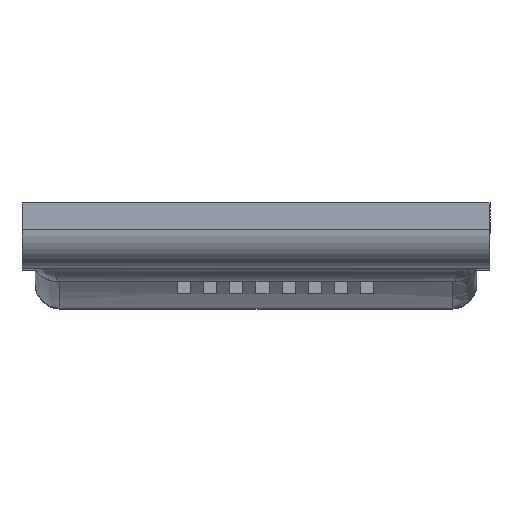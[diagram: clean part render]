
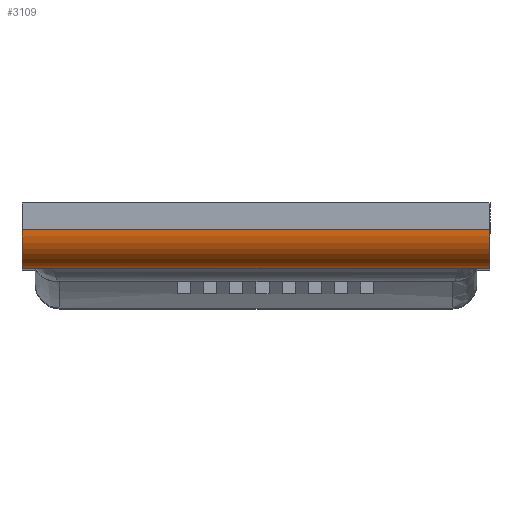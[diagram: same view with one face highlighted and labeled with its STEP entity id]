
A CAD part, top view. The second image highlights one B-rep face of the part: STEP entity #3109.
In plain terms, the highlighted cylindrical face has radius 3 mm (diameter 6 mm), a partial arc.
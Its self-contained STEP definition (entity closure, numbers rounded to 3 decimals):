
#161=CYLINDRICAL_SURFACE('',#3273,3.);
#167=CIRCLE('',#3149,3.);
#174=CIRCLE('',#3184,3.);
#341=FACE_OUTER_BOUND('',#508,.T.);
#508=EDGE_LOOP('',(#2818,#2819,#2820,#2821,#2822,#2823));
#597=LINE('',#4224,#925);
#639=LINE('',#5963,#967);
#686=LINE('',#6607,#1014);
#838=LINE('',#6928,#1166);
#925=VECTOR('',#3425,10.);
#967=VECTOR('',#3483,10.);
#1014=VECTOR('',#3570,10.);
#1166=VECTOR('',#3868,10.);
#1221=VERTEX_POINT('',#4040);
#1222=VERTEX_POINT('',#4042);
#1240=VERTEX_POINT('',#4183);
#1242=VERTEX_POINT('',#4217);
#1384=VERTEX_POINT('',#6589);
#1385=VERTEX_POINT('',#6591);
#1534=EDGE_CURVE('',#1222,#1221,#167,.T.);
#1565=EDGE_CURVE('',#1240,#1242,#597,.T.);
#1699=EDGE_CURVE('',#1221,#1240,#639,.T.);
#1759=EDGE_CURVE('',#1385,#1384,#174,.T.);
#1767=EDGE_CURVE('',#1242,#1385,#686,.T.);
#1927=EDGE_CURVE('',#1384,#1222,#838,.T.);
#2818=ORIENTED_EDGE('',*,*,#1534,.T.);
#2819=ORIENTED_EDGE('',*,*,#1699,.T.);
#2820=ORIENTED_EDGE('',*,*,#1565,.T.);
#2821=ORIENTED_EDGE('',*,*,#1767,.T.);
#2822=ORIENTED_EDGE('',*,*,#1759,.T.);
#2823=ORIENTED_EDGE('',*,*,#1927,.T.);
#3109=ADVANCED_FACE('',(#341),#161,.T.);
#3149=AXIS2_PLACEMENT_3D('',#4043,#3379,#3380);
#3184=AXIS2_PLACEMENT_3D('',#6592,#3557,#3558);
#3273=AXIS2_PLACEMENT_3D('',#6945,#3897,#3898);
#3379=DIRECTION('center_axis',(1.,0.,0.));
#3380=DIRECTION('ref_axis',(0.,-0.707,0.707));
#3425=DIRECTION('',(1.,0.,0.));
#3483=DIRECTION('',(1.,0.,0.));
#3557=DIRECTION('center_axis',(-1.,0.,0.));
#3558=DIRECTION('ref_axis',(0.,-0.707,0.707));
#3570=DIRECTION('',(1.,0.,0.));
#3868=DIRECTION('',(-1.,0.,0.));
#3897=DIRECTION('center_axis',(-1.,0.,0.));
#3898=DIRECTION('ref_axis',(0.,-0.707,0.707));
#4040=CARTESIAN_POINT('',(8.11,-42.,-3.));
#4042=CARTESIAN_POINT('',(8.11,-39.,0.));
#4043=CARTESIAN_POINT('Origin',(8.11,-39.,-3.));
#4183=CARTESIAN_POINT('',(10.526,-42.,-3.));
#4217=CARTESIAN_POINT('',(41.484,-42.,-3.));
#4224=CARTESIAN_POINT('',(-40.5,-42.,-3.));
#5963=CARTESIAN_POINT('',(-40.5,-42.,-3.));
#6589=CARTESIAN_POINT('',(43.9,-39.,0.));
#6591=CARTESIAN_POINT('',(43.9,-42.,-3.));
#6592=CARTESIAN_POINT('Origin',(43.9,-39.,-3.));
#6607=CARTESIAN_POINT('',(-40.5,-42.,-3.));
#6928=CARTESIAN_POINT('',(-40.5,-39.,0.));
#6945=CARTESIAN_POINT('Origin',(-40.5,-39.,-3.));
